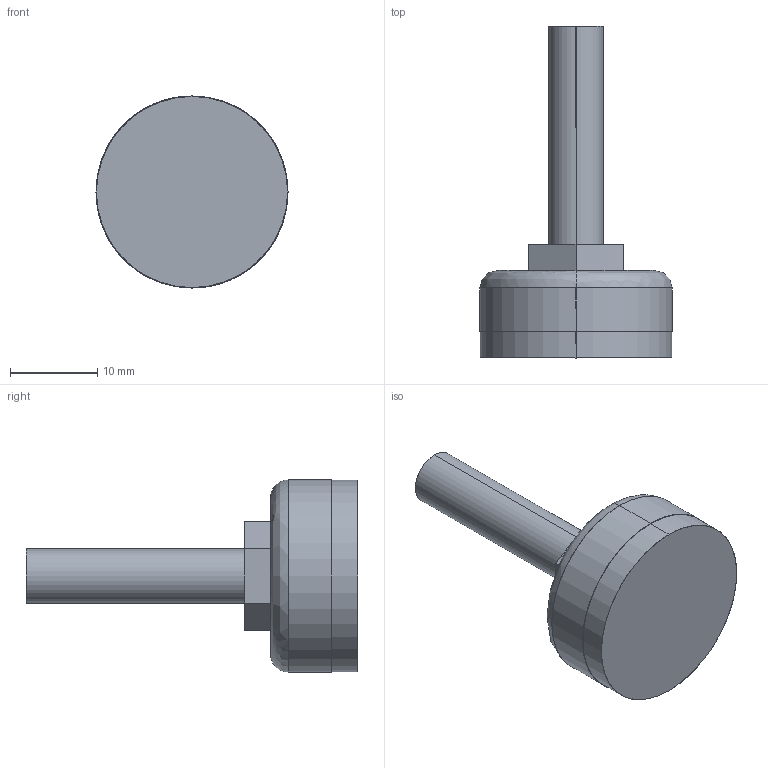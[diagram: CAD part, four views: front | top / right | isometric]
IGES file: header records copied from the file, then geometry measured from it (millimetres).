
Start section: SolidWorks IGES file using analytic representation for surfaces
Global section: file name: SA221-438FN.IGS; native system: SolidWorks 2007; preprocessor: SolidWorks 2007; author: jean; date: 180327.110327; units: millimetre
Bounding box: 22 x 38 x 22 mm (x, y, z)
Surface area: 1988.6 mm2 (no closed solid volume)
Topology: 0 solids, 0 shells, 19 faces, 260 edges, 260 vertices
Faces by surface type: bspline 13, revolution 6
